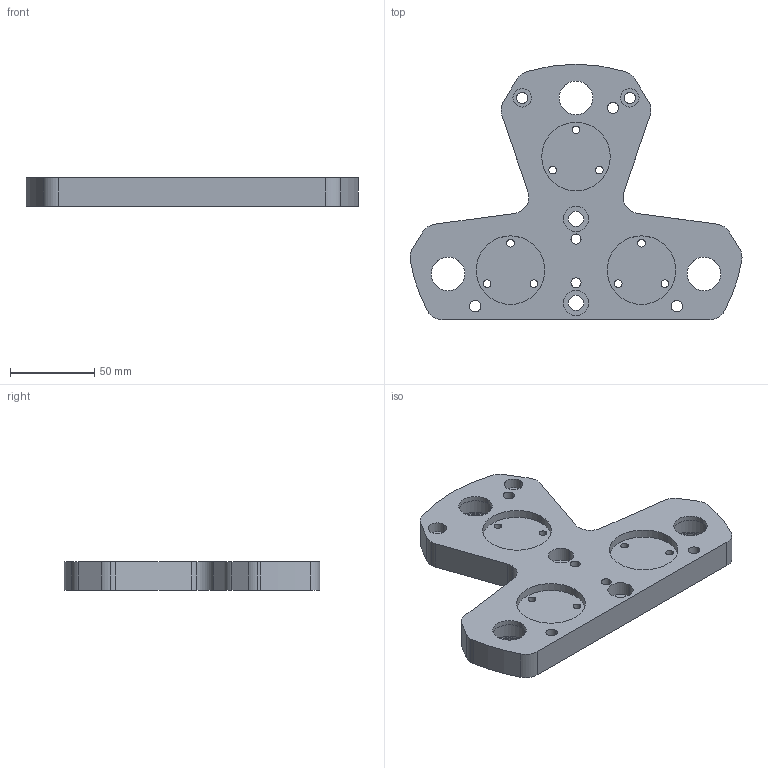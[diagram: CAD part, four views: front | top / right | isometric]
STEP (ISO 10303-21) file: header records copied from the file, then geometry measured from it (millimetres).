
FILE_DESCRIPTION (( 'STEP AP214' ), '1' );
FILE_NAME ('ASM_120_P_02_Bloc_2.STEP', '2020-06-04T10:23:32', ( '' ), ( '' ), 'SwSTEP 2.0', 'SolidWorks 2018', '' );
FILE_SCHEMA (( 'AUTOMOTIVE_DESIGN' ));
Length unit declared in the file: millimetre
Products named in the file (1): ASM_120_P_02_Bloc_2
Bounding box: 197.5 x 152 x 17 mm (x, y, z)
Volume: 243136.7 mm3; surface area: 55859.4 mm2
Topology: 1 solids, 1 shells, 162 faces, 391 edges, 257 vertices
Faces by surface type: cylinder 116, plane 38, cone 8
Entity records: 5041 total; most frequent: DIRECTION 953, CARTESIAN_POINT 809, ORIENTED_EDGE 778, AXIS2_PLACEMENT_3D 401, EDGE_CURVE 389, VERTEX_POINT 257, CIRCLE 238, EDGE_LOOP 232
